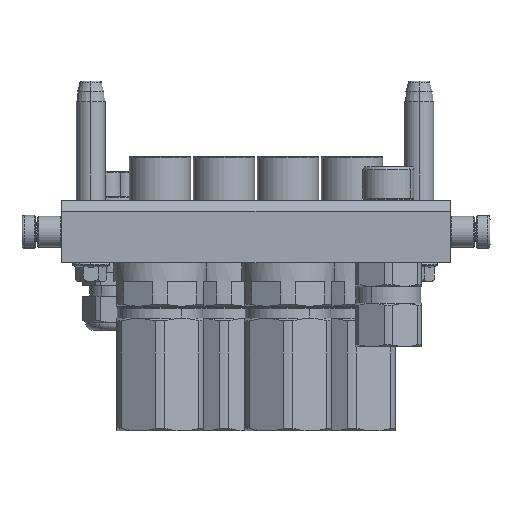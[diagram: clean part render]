
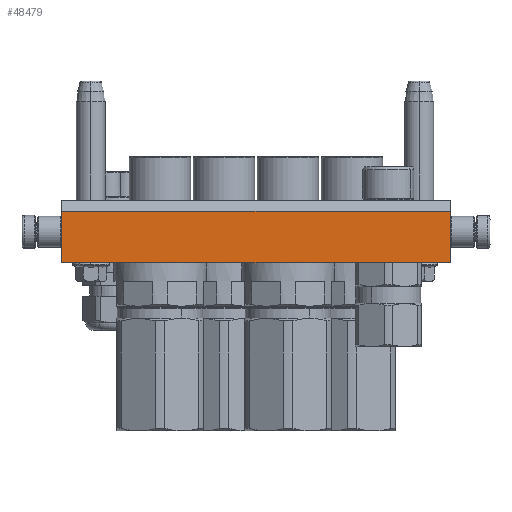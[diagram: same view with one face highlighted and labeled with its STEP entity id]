
A CAD part, left-side view. The second image highlights one B-rep face of the part: STEP entity #48479.
In plain terms, the highlighted face is planar.
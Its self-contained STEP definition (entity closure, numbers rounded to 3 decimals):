
#763 = CARTESIAN_POINT ( 'NONE',  ( -94., -10., -45. ) ) ;
#1289 = CARTESIAN_POINT ( 'NONE',  ( -94., 15., -45. ) ) ;
#2170 = VERTEX_POINT ( 'NONE', #11232 ) ;
#2387 = VECTOR ( 'NONE', #13484, 1000. ) ;
#5117 = VECTOR ( 'NONE', #10515, 1000. ) ;
#5696 = ORIENTED_EDGE ( 'NONE', *, *, #45878, .F. ) ;
#6457 = VECTOR ( 'NONE', #43061, 1000. ) ;
#8591 = LINE ( 'NONE', #763, #2387 ) ;
#10515 = DIRECTION ( 'NONE',  ( -1., 0., 0. ) ) ;
#11095 = ORIENTED_EDGE ( 'NONE', *, *, #20550, .F. ) ;
#11232 = CARTESIAN_POINT ( 'NONE',  ( 94., 15., -45. ) ) ;
#11742 = EDGE_CURVE ( 'NONE', #49189, #2170, #25608, .T. ) ;
#13175 = CARTESIAN_POINT ( 'NONE',  ( -94., -10., -45. ) ) ;
#13484 = DIRECTION ( 'NONE',  ( 1., 0., 0. ) ) ;
#17601 = ORIENTED_EDGE ( 'NONE', *, *, #40643, .T. ) ;
#18068 = AXIS2_PLACEMENT_3D ( 'NONE', #33683, #24693, #29115 ) ;
#18412 = VERTEX_POINT ( 'NONE', #1289 ) ;
#20550 = EDGE_CURVE ( 'NONE', #2170, #18412, #33952, .T. ) ;
#21110 = CARTESIAN_POINT ( 'NONE',  ( 94., -10., -45. ) ) ;
#21815 = ORIENTED_EDGE ( 'NONE', *, *, #11742, .F. ) ;
#24683 = CARTESIAN_POINT ( 'NONE',  ( -94., -10., -45. ) ) ;
#24693 = DIRECTION ( 'NONE',  ( 0., 0., -1. ) ) ;
#25254 = PLANE ( 'NONE',  #18068 ) ;
#25608 = LINE ( 'NONE', #21110, #6457 ) ;
#29115 = DIRECTION ( 'NONE',  ( -1., 0., 0. ) ) ;
#30955 = VECTOR ( 'NONE', #38144, 1000. ) ;
#33683 = CARTESIAN_POINT ( 'NONE',  ( 94., -15., -45. ) ) ;
#33952 = LINE ( 'NONE', #54046, #5117 ) ;
#35420 = EDGE_LOOP ( 'NONE', ( #17601, #11095, #21815, #5696 ) ) ;
#38144 = DIRECTION ( 'NONE',  ( 0., 1., 0. ) ) ;
#39740 = VERTEX_POINT ( 'NONE', #13175 ) ;
#40643 = EDGE_CURVE ( 'NONE', #39740, #18412, #45466, .T. ) ;
#43061 = DIRECTION ( 'NONE',  ( 0., 1., 0. ) ) ;
#45466 = LINE ( 'NONE', #24683, #30955 ) ;
#45878 = EDGE_CURVE ( 'NONE', #39740, #49189, #8591, .T. ) ;
#48479 = ADVANCED_FACE ( 'NONE', ( #56386 ), #25254, .T. ) ;
#49189 = VERTEX_POINT ( 'NONE', #52768 ) ;
#52768 = CARTESIAN_POINT ( 'NONE',  ( 94., -10., -45. ) ) ;
#54046 = CARTESIAN_POINT ( 'NONE',  ( 94., 15., -45. ) ) ;
#56386 = FACE_OUTER_BOUND ( 'NONE', #35420, .T. ) ;
